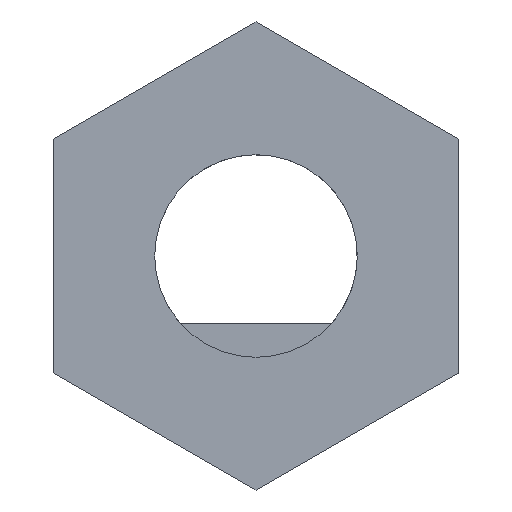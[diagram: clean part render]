
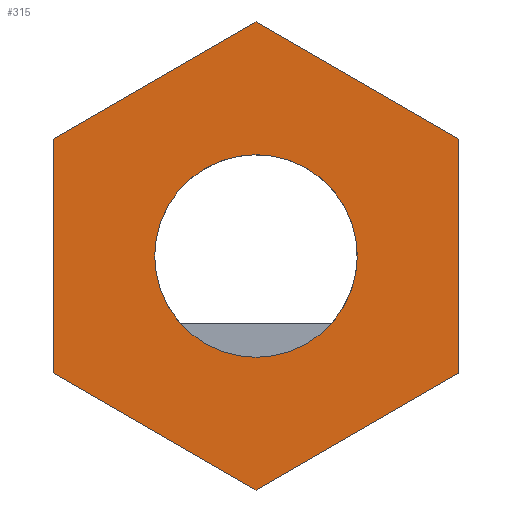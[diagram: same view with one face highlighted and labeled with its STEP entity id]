
A CAD part, front view. The second image highlights one B-rep face of the part: STEP entity #315.
In plain terms, the highlighted planar face has unit normal (0, -1, 0).
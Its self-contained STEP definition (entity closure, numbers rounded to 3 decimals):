
#15=FACE_BOUND('',#51,.T.);
#34=FACE_OUTER_BOUND('',#50,.T.);
#50=EDGE_LOOP('',(#280,#281,#282,#283,#284,#285));
#51=EDGE_LOOP('',(#286));
#69=LINE('',#488,#104);
#75=LINE('',#503,#110);
#76=LINE('',#506,#111);
#79=LINE('',#512,#114);
#82=LINE('',#518,#117);
#85=LINE('',#523,#120);
#104=VECTOR('',#399,10.);
#110=VECTOR('',#415,10.);
#111=VECTOR('',#418,10.);
#114=VECTOR('',#423,10.);
#117=VECTOR('',#428,10.);
#120=VECTOR('',#433,10.);
#128=CIRCLE('',#344,1.5);
#146=VERTEX_POINT('',#485);
#147=VERTEX_POINT('',#487);
#149=VERTEX_POINT('',#493);
#151=VERTEX_POINT('',#501);
#152=VERTEX_POINT('',#505);
#154=VERTEX_POINT('',#511);
#156=VERTEX_POINT('',#517);
#181=EDGE_CURVE('',#146,#147,#69,.T.);
#184=EDGE_CURVE('',#149,#149,#128,.T.);
#189=EDGE_CURVE('',#151,#146,#75,.T.);
#190=EDGE_CURVE('',#152,#151,#76,.T.);
#193=EDGE_CURVE('',#154,#152,#79,.T.);
#196=EDGE_CURVE('',#156,#154,#82,.T.);
#199=EDGE_CURVE('',#147,#156,#85,.T.);
#280=ORIENTED_EDGE('',*,*,#181,.F.);
#281=ORIENTED_EDGE('',*,*,#189,.F.);
#282=ORIENTED_EDGE('',*,*,#190,.F.);
#283=ORIENTED_EDGE('',*,*,#193,.F.);
#284=ORIENTED_EDGE('',*,*,#196,.F.);
#285=ORIENTED_EDGE('',*,*,#199,.F.);
#286=ORIENTED_EDGE('',*,*,#184,.T.);
#299=PLANE('',#353);
#315=ADVANCED_FACE('',(#34,#15),#299,.F.);
#344=AXIS2_PLACEMENT_3D('',#494,#404,#405);
#353=AXIS2_PLACEMENT_3D('',#526,#437,#438);
#399=DIRECTION('',(0.866,0.,-0.5));
#404=DIRECTION('center_axis',(0.,1.,0.));
#405=DIRECTION('ref_axis',(1.,0.,0.));
#415=DIRECTION('',(0.866,0.,0.5));
#418=DIRECTION('',(0.,0.,1.));
#423=DIRECTION('',(-0.866,0.,0.5));
#428=DIRECTION('',(-0.866,0.,-0.5));
#433=DIRECTION('',(0.,0.,-1.));
#437=DIRECTION('center_axis',(0.,1.,0.));
#438=DIRECTION('ref_axis',(1.,0.,0.));
#485=CARTESIAN_POINT('',(0.,0.,3.464));
#487=CARTESIAN_POINT('',(3.,0.,1.732));
#488=CARTESIAN_POINT('',(0.,0.,3.464));
#493=CARTESIAN_POINT('',(-1.5,0.,0.));
#494=CARTESIAN_POINT('Origin',(0.,0.,0.));
#501=CARTESIAN_POINT('',(-3.,0.,1.732));
#503=CARTESIAN_POINT('',(-3.,0.,1.732));
#505=CARTESIAN_POINT('',(-3.,0.,-1.732));
#506=CARTESIAN_POINT('',(-3.,0.,-1.732));
#511=CARTESIAN_POINT('',(0.,0.,-3.464));
#512=CARTESIAN_POINT('',(0.,0.,-3.464));
#517=CARTESIAN_POINT('',(3.,0.,-1.732));
#518=CARTESIAN_POINT('',(3.,0.,-1.732));
#523=CARTESIAN_POINT('',(3.,0.,1.732));
#526=CARTESIAN_POINT('Origin',(0.,0.,0.));
